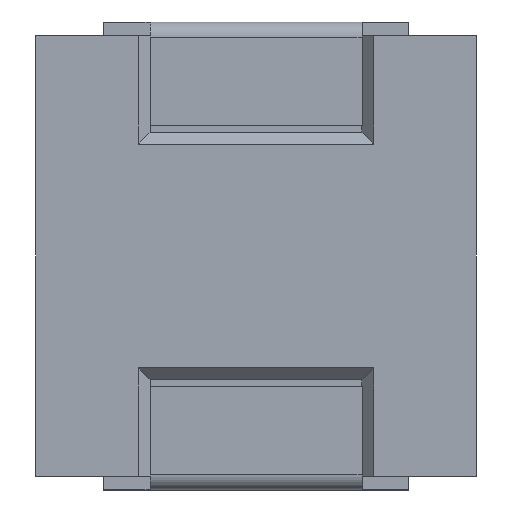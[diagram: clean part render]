
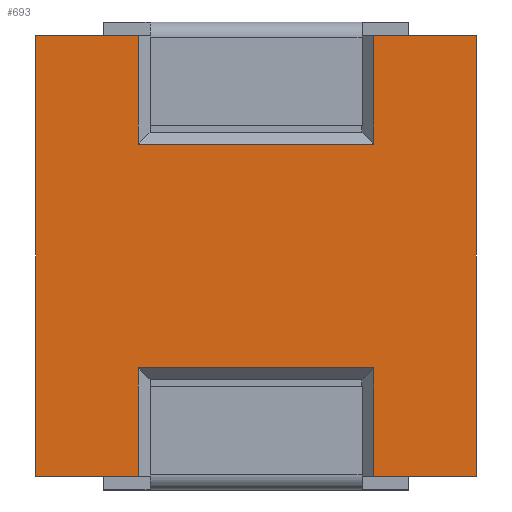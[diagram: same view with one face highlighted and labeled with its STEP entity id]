
A CAD part, front view. The second image highlights one B-rep face of the part: STEP entity #693.
In plain terms, the highlighted planar face has unit normal (0, -1, 0).
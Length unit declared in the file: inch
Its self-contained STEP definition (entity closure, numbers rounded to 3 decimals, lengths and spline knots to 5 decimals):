
#2 = CARTESIAN_POINT ( 'NONE',  ( -0.03381, 0.10669, 0.34972 ) ) ;
#6 = VECTOR ( 'NONE', #902, 39.37008 ) ;
#7 = ORIENTED_EDGE ( 'NONE', *, *, #1904, .T. ) ;
#11 = DIRECTION ( 'NONE',  ( 0., 0., 1. ) ) ;
#13 = DIRECTION ( 'NONE',  ( -1., 0., 0. ) ) ;
#42 = LINE ( 'NONE', #2426, #1783 ) ;
#54 = EDGE_CURVE ( 'NONE', #1619, #347, #856, .T. ) ;
#73 = CARTESIAN_POINT ( 'NONE',  ( -0.03381, 0.10669, 0.34972 ) ) ;
#77 = CARTESIAN_POINT ( 'NONE',  ( 0.16569, 0.10669, 0.29272 ) ) ;
#101 = DIRECTION ( 'NONE',  ( 0., 0., -1. ) ) ;
#138 = LINE ( 'NONE', #403, #985 ) ;
#186 = EDGE_CURVE ( 'NONE', #1281, #211, #761, .T. ) ;
#211 = VERTEX_POINT ( 'NONE', #2230 ) ;
#219 = ORIENTED_EDGE ( 'NONE', *, *, #2088, .F. ) ;
#223 = VERTEX_POINT ( 'NONE', #948 ) ;
#279 = CARTESIAN_POINT ( 'NONE',  ( 0.02669, 0.10669, 0.14672 ) ) ;
#284 = CARTESIAN_POINT ( 'NONE',  ( 0.03369, 0.10669, 0.28572 ) ) ;
#347 = VERTEX_POINT ( 'NONE', #2000 ) ;
#371 = LINE ( 'NONE', #632, #6 ) ;
#372 = VECTOR ( 'NONE', #1520, 39.37008 ) ;
#403 = CARTESIAN_POINT ( 'NONE',  ( 0.16569, 0.10669, 0.08972 ) ) ;
#413 = AXIS2_PLACEMENT_3D ( 'NONE', #2186, #2483, #101 ) ;
#447 = DIRECTION ( 'NONE',  ( 0., 0., 1. ) ) ;
#473 = CARTESIAN_POINT ( 'NONE',  ( 0.02669, 0.10669, 0.15372 ) ) ;
#482 = LINE ( 'NONE', #1787, #372 ) ;
#488 = DIRECTION ( 'NONE',  ( 1., 0., 0. ) ) ;
#552 = LINE ( 'NONE', #279, #1428 ) ;
#555 = LINE ( 'NONE', #284, #2551 ) ;
#631 = ORIENTED_EDGE ( 'NONE', *, *, #1618, .F. ) ;
#632 = CARTESIAN_POINT ( 'NONE',  ( 0.15869, 0.10669, 0.15372 ) ) ;
#641 = VECTOR ( 'NONE', #2387, 39.37008 ) ;
#678 = EDGE_CURVE ( 'NONE', #1281, #879, #1032, .T. ) ;
#690 = EDGE_CURVE ( 'NONE', #223, #2501, #1803, .T. ) ;
#693 = ADVANCED_FACE ( 'NONE', ( #1240 ), #718, .T. ) ;
#697 = CARTESIAN_POINT ( 'NONE',  ( 0.22619, 0.10669, 0.08972 ) ) ;
#702 = EDGE_CURVE ( 'NONE', #1653, #1112, #371, .T. ) ;
#718 = PLANE ( 'NONE',  #413 ) ;
#761 = LINE ( 'NONE', #77, #2162 ) ;
#770 = CARTESIAN_POINT ( 'NONE',  ( -0.03381, 0.10669, 0.34972 ) ) ;
#778 = EDGE_CURVE ( 'NONE', #1112, #347, #138, .T. ) ;
#856 = LINE ( 'NONE', #2143, #2349 ) ;
#879 = VERTEX_POINT ( 'NONE', #1287 ) ;
#902 = DIRECTION ( 'NONE',  ( 1., 0., 0. ) ) ;
#934 = EDGE_LOOP ( 'NONE', ( #1605, #2524, #2296, #1579, #631, #2586, #2386, #7, #986, #1373, #1644, #219 ) ) ;
#948 = CARTESIAN_POINT ( 'NONE',  ( 0.02669, 0.10669, 0.28572 ) ) ;
#958 = VECTOR ( 'NONE', #447, 39.37008 ) ;
#969 = VECTOR ( 'NONE', #1575, 39.37008 ) ;
#985 = VECTOR ( 'NONE', #2521, 39.37008 ) ;
#986 = ORIENTED_EDGE ( 'NONE', *, *, #702, .T. ) ;
#1032 = LINE ( 'NONE', #770, #1159 ) ;
#1035 = LINE ( 'NONE', #1969, #969 ) ;
#1041 = DIRECTION ( 'NONE',  ( 0., 0., -1. ) ) ;
#1094 = CARTESIAN_POINT ( 'NONE',  ( 0.02669, 0.10669, 0.08972 ) ) ;
#1112 = VERTEX_POINT ( 'NONE', #1655 ) ;
#1115 = EDGE_CURVE ( 'NONE', #2259, #1489, #1035, .T. ) ;
#1159 = VECTOR ( 'NONE', #488, 39.37008 ) ;
#1240 = FACE_OUTER_BOUND ( 'NONE', #934, .T. ) ;
#1269 = CARTESIAN_POINT ( 'NONE',  ( 0.02669, 0.10669, 0.34972 ) ) ;
#1281 = VERTEX_POINT ( 'NONE', #2645 ) ;
#1287 = CARTESIAN_POINT ( 'NONE',  ( 0.22619, 0.10669, 0.34972 ) ) ;
#1373 = ORIENTED_EDGE ( 'NONE', *, *, #778, .T. ) ;
#1383 = VERTEX_POINT ( 'NONE', #73 ) ;
#1428 = VECTOR ( 'NONE', #11, 39.37008 ) ;
#1489 = VERTEX_POINT ( 'NONE', #2006 ) ;
#1520 = DIRECTION ( 'NONE',  ( 0., 0., 1. ) ) ;
#1575 = DIRECTION ( 'NONE',  ( -1., 0., 0. ) ) ;
#1579 = ORIENTED_EDGE ( 'NONE', *, *, #690, .T. ) ;
#1605 = ORIENTED_EDGE ( 'NONE', *, *, #678, .F. ) ;
#1618 = EDGE_CURVE ( 'NONE', #1383, #2501, #2320, .T. ) ;
#1619 = VERTEX_POINT ( 'NONE', #697 ) ;
#1644 = ORIENTED_EDGE ( 'NONE', *, *, #54, .F. ) ;
#1653 = VERTEX_POINT ( 'NONE', #473 ) ;
#1655 = CARTESIAN_POINT ( 'NONE',  ( 0.16569, 0.10669, 0.15372 ) ) ;
#1783 = VECTOR ( 'NONE', #2133, 39.37008 ) ;
#1787 = CARTESIAN_POINT ( 'NONE',  ( -0.03381, 0.10669, 0.34972 ) ) ;
#1803 = LINE ( 'NONE', #1269, #958 ) ;
#1904 = EDGE_CURVE ( 'NONE', #2259, #1653, #552, .T. ) ;
#1921 = DIRECTION ( 'NONE',  ( -1., 0., 0. ) ) ;
#1969 = CARTESIAN_POINT ( 'NONE',  ( -0.03381, 0.10669, 0.08972 ) ) ;
#2000 = CARTESIAN_POINT ( 'NONE',  ( 0.16569, 0.10669, 0.08972 ) ) ;
#2006 = CARTESIAN_POINT ( 'NONE',  ( -0.03381, 0.10669, 0.08972 ) ) ;
#2038 = CARTESIAN_POINT ( 'NONE',  ( 0.02669, 0.10669, 0.34972 ) ) ;
#2088 = EDGE_CURVE ( 'NONE', #879, #1619, #42, .T. ) ;
#2133 = DIRECTION ( 'NONE',  ( 0., 0., -1. ) ) ;
#2143 = CARTESIAN_POINT ( 'NONE',  ( -0.03381, 0.10669, 0.08972 ) ) ;
#2162 = VECTOR ( 'NONE', #1041, 39.37008 ) ;
#2186 = CARTESIAN_POINT ( 'NONE',  ( 0.09619, 0.10669, 0.21972 ) ) ;
#2230 = CARTESIAN_POINT ( 'NONE',  ( 0.16569, 0.10669, 0.28572 ) ) ;
#2259 = VERTEX_POINT ( 'NONE', #1094 ) ;
#2296 = ORIENTED_EDGE ( 'NONE', *, *, #2453, .T. ) ;
#2320 = LINE ( 'NONE', #2, #641 ) ;
#2349 = VECTOR ( 'NONE', #1921, 39.37008 ) ;
#2386 = ORIENTED_EDGE ( 'NONE', *, *, #1115, .F. ) ;
#2387 = DIRECTION ( 'NONE',  ( 1., 0., 0. ) ) ;
#2426 = CARTESIAN_POINT ( 'NONE',  ( 0.22619, 0.10669, 0.34972 ) ) ;
#2453 = EDGE_CURVE ( 'NONE', #211, #223, #555, .T. ) ;
#2483 = DIRECTION ( 'NONE',  ( 0., -1., 0. ) ) ;
#2501 = VERTEX_POINT ( 'NONE', #2038 ) ;
#2521 = DIRECTION ( 'NONE',  ( 0., 0., -1. ) ) ;
#2524 = ORIENTED_EDGE ( 'NONE', *, *, #186, .T. ) ;
#2533 = EDGE_CURVE ( 'NONE', #1489, #1383, #482, .T. ) ;
#2551 = VECTOR ( 'NONE', #13, 39.37008 ) ;
#2586 = ORIENTED_EDGE ( 'NONE', *, *, #2533, .F. ) ;
#2645 = CARTESIAN_POINT ( 'NONE',  ( 0.16569, 0.10669, 0.34972 ) ) ;
